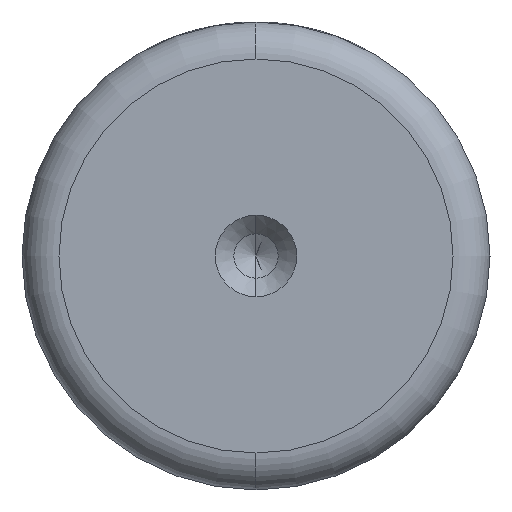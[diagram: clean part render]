
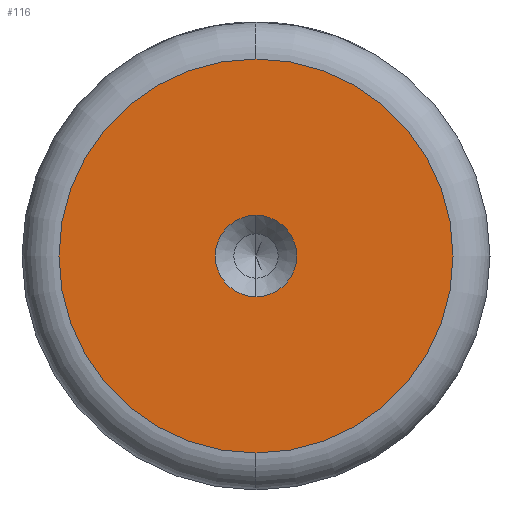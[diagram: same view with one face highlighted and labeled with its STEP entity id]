
A CAD part, left-side view. The second image highlights one B-rep face of the part: STEP entity #116.
In plain terms, the highlighted planar face has unit normal (-1, 0, 0).
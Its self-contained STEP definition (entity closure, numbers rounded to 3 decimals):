
#3 = PLANE ( 'NONE',  #902 ) ;
#91 = CIRCLE ( 'NONE', #829, 16. ) ;
#96 = DIRECTION ( 'NONE',  ( -1., 0., 0. ) ) ;
#97 = FACE_BOUND ( 'NONE', #327, .T. ) ;
#114 = DIRECTION ( 'NONE',  ( 0., 0., 1. ) ) ;
#116 = ADVANCED_FACE ( 'NONE', ( #97, #131 ), #3, .T. ) ;
#125 = VERTEX_POINT ( 'NONE', #592 ) ;
#130 = VERTEX_POINT ( 'NONE', #703 ) ;
#131 = FACE_OUTER_BOUND ( 'NONE', #412, .T. ) ;
#150 = EDGE_CURVE ( 'NONE', #125, #130, #91, .T. ) ;
#204 = ORIENTED_EDGE ( 'NONE', *, *, #1323, .F. ) ;
#246 = CIRCLE ( 'NONE', #1253, 3.3 ) ;
#288 = ORIENTED_EDGE ( 'NONE', *, *, #150, .T. ) ;
#326 = ORIENTED_EDGE ( 'NONE', *, *, #726, .T. ) ;
#327 = EDGE_LOOP ( 'NONE', ( #204, #923 ) ) ;
#412 = EDGE_LOOP ( 'NONE', ( #288, #326 ) ) ;
#478 = CARTESIAN_POINT ( 'NONE',  ( 0., 0., 0. ) ) ;
#490 = CARTESIAN_POINT ( 'NONE',  ( 0., 0., 0. ) ) ;
#536 = DIRECTION ( 'NONE',  ( -1., 0., 0. ) ) ;
#574 = AXIS2_PLACEMENT_3D ( 'NONE', #777, #96, #882 ) ;
#592 = CARTESIAN_POINT ( 'NONE',  ( 0., 0., 16. ) ) ;
#598 = DIRECTION ( 'NONE',  ( 0., 0., 1. ) ) ;
#604 = CARTESIAN_POINT ( 'NONE',  ( 0., 0., 0. ) ) ;
#618 = AXIS2_PLACEMENT_3D ( 'NONE', #604, #1350, #709 ) ;
#624 = EDGE_CURVE ( 'NONE', #884, #670, #246, .T. ) ;
#644 = CARTESIAN_POINT ( 'NONE',  ( 0., 0., 3.3 ) ) ;
#670 = VERTEX_POINT ( 'NONE', #644 ) ;
#690 = DIRECTION ( 'NONE',  ( -1., 0., 0. ) ) ;
#703 = CARTESIAN_POINT ( 'NONE',  ( 0., 0., -16. ) ) ;
#709 = DIRECTION ( 'NONE',  ( 0., 0., 1. ) ) ;
#726 = EDGE_CURVE ( 'NONE', #130, #125, #1028, .T. ) ;
#777 = CARTESIAN_POINT ( 'NONE',  ( 0., 0., 0. ) ) ;
#825 = CARTESIAN_POINT ( 'NONE',  ( 0., 0., -3.3 ) ) ;
#829 = AXIS2_PLACEMENT_3D ( 'NONE', #490, #1245, #598 ) ;
#882 = DIRECTION ( 'NONE',  ( 0., 0., 1. ) ) ;
#884 = VERTEX_POINT ( 'NONE', #825 ) ;
#902 = AXIS2_PLACEMENT_3D ( 'NONE', #478, #690, #114 ) ;
#923 = ORIENTED_EDGE ( 'NONE', *, *, #624, .F. ) ;
#1028 = CIRCLE ( 'NONE', #574, 16. ) ;
#1185 = CARTESIAN_POINT ( 'NONE',  ( 0., 0., 0. ) ) ;
#1245 = DIRECTION ( 'NONE',  ( -1., 0., 0. ) ) ;
#1253 = AXIS2_PLACEMENT_3D ( 'NONE', #1185, #536, #1286 ) ;
#1286 = DIRECTION ( 'NONE',  ( 0., 0., 1. ) ) ;
#1323 = EDGE_CURVE ( 'NONE', #670, #884, #1382, .T. ) ;
#1350 = DIRECTION ( 'NONE',  ( -1., 0., 0. ) ) ;
#1382 = CIRCLE ( 'NONE', #618, 3.3 ) ;
